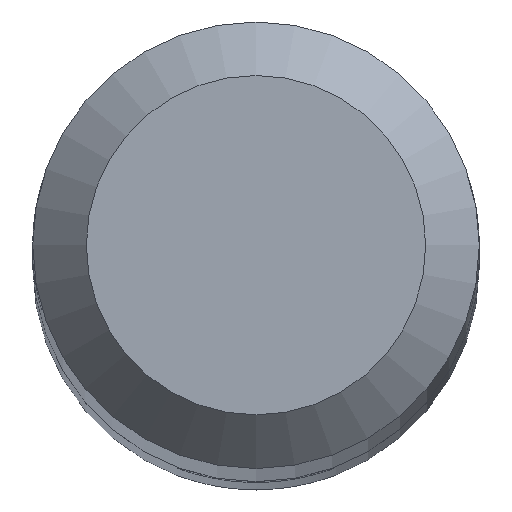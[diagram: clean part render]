
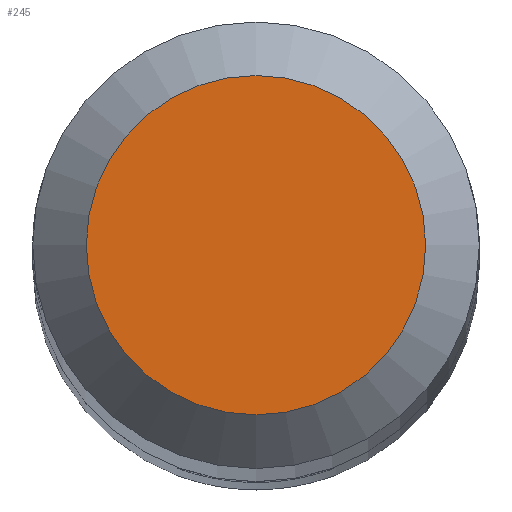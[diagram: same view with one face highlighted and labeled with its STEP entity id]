
A CAD part, top view. The second image highlights one B-rep face of the part: STEP entity #245.
In plain terms, the highlighted planar face has unit normal (0, 0, 1).
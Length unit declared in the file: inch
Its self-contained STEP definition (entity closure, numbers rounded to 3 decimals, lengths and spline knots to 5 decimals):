
#23=PLANE('',#283);
#44=FACE_OUTER_BOUND('',#60,.T.);
#60=EDGE_LOOP('',(#198));
#97=CIRCLE('',#284,0.095);
#118=VERTEX_POINT('',#474);
#147=EDGE_CURVE('',#118,#118,#97,.T.);
#198=ORIENTED_EDGE('',*,*,#147,.T.);
#245=ADVANCED_FACE('',(#44),#23,.T.);
#283=AXIS2_PLACEMENT_3D('',#473,#337,#338);
#284=AXIS2_PLACEMENT_3D('',#475,#339,#340);
#337=DIRECTION('center_axis',(0.,0.,1.));
#338=DIRECTION('ref_axis',(1.,0.,0.));
#339=DIRECTION('center_axis',(0.,0.,1.));
#340=DIRECTION('ref_axis',(1.,0.,0.));
#473=CARTESIAN_POINT('Origin',(0.125,0.,5.245));
#474=CARTESIAN_POINT('',(0.095,0.,5.245));
#475=CARTESIAN_POINT('Origin',(0.,0.,5.245));
